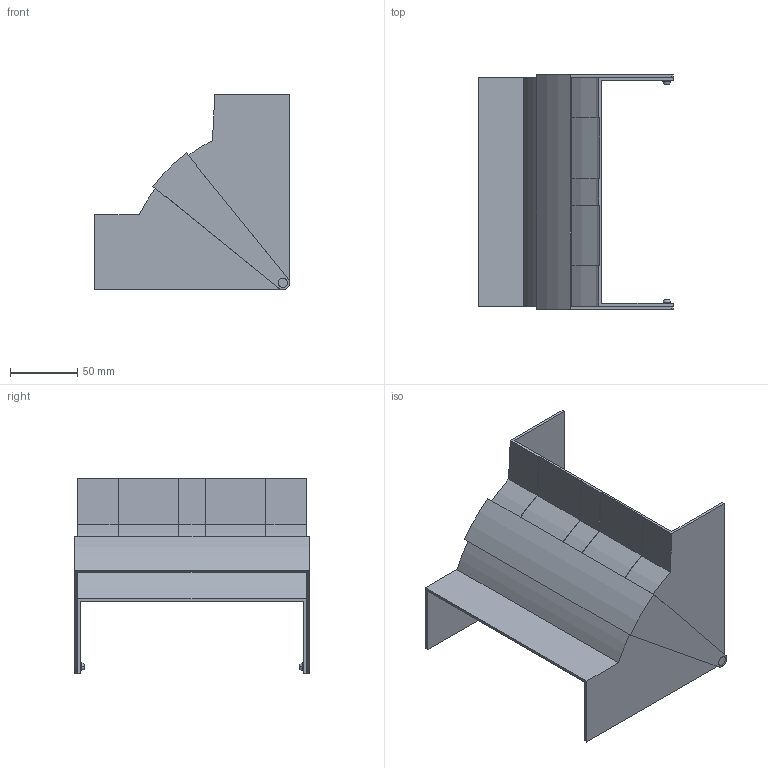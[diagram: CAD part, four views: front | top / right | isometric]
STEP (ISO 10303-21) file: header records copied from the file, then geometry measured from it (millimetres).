
FILE_DESCRIPTION (( 'STEP AP214' ), '1' );
FILE_NAME ('6113440.stp', '2016-04-29T06:36:08', ( '' ), ( '' ), 'SwSTEP 2.0', 'SolidWorks 2014', '' );
FILE_SCHEMA (( 'AUTOMOTIVE_DESIGN' ));
Length unit declared in the file: millimetre
Products named in the file (4): 6113440; 074900_Standard; 074903_Standard; 034959_Standard
Assembly tree (4 placements, depth 2):
  6113440
    074900_Standard
    074903_Standard
    034959_Standard  x2
Bounding box: 145 x 174.6 x 145 mm (x, y, z)
Volume: 125799.2 mm3; surface area: 128094.5 mm2
Topology: 4 solids, 4 shells, 88 faces, 218 edges, 142 vertices
Faces by surface type: plane 44, cylinder 36, cone 8
Entity records: 2444 total; most frequent: DIRECTION 420, CARTESIAN_POINT 399, ORIENTED_EDGE 384, EDGE_CURVE 192, AXIS2_PLACEMENT_3D 147, VECTOR 126, VERTEX_POINT 126, LINE 126
